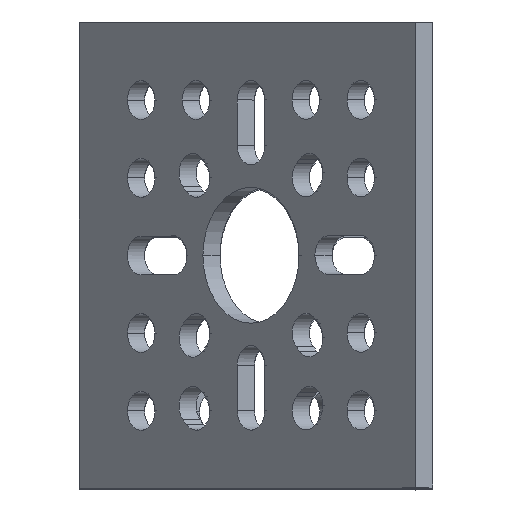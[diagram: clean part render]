
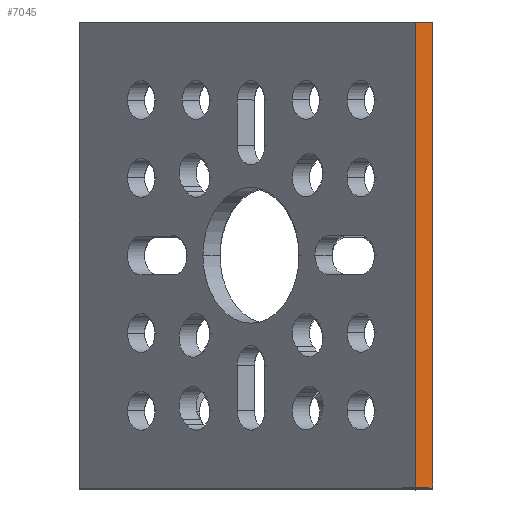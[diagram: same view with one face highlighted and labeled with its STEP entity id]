
A CAD part, top view. The second image highlights one B-rep face of the part: STEP entity #7045.
In plain terms, the highlighted planar face has unit normal (0.707, 0, 0.707).
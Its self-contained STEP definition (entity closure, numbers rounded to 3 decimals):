
#9 = PLANE ( 'NONE',  #6073 ) ;
#173 = VECTOR ( 'NONE', #2736, 1000. ) ;
#285 = CARTESIAN_POINT ( 'NONE',  ( 12.441, 99.02, 36.441 ) ) ;
#421 = LINE ( 'NONE', #285, #5053 ) ;
#1426 = CARTESIAN_POINT ( 'NONE',  ( 10.673, 99.02, 38.209 ) ) ;
#1730 = ORIENTED_EDGE ( 'NONE', *, *, #2169, .T. ) ;
#1800 = VERTEX_POINT ( 'NONE', #3359 ) ;
#1821 = ORIENTED_EDGE ( 'NONE', *, *, #6839, .T. ) ;
#1899 = CARTESIAN_POINT ( 'NONE',  ( 12.441, 48., 36.441 ) ) ;
#1999 = DIRECTION ( 'NONE',  ( 0., -1., 0. ) ) ;
#2153 = LINE ( 'NONE', #3692, #5518 ) ;
#2169 = EDGE_CURVE ( 'NONE', #1800, #6095, #6337, .T. ) ;
#2736 = DIRECTION ( 'NONE',  ( -0.707, 0., 0.707 ) ) ;
#2938 = VECTOR ( 'NONE', #1999, 1000. ) ;
#3240 = LINE ( 'NONE', #5653, #173 ) ;
#3359 = CARTESIAN_POINT ( 'NONE',  ( 10.673, 48., 38.209 ) ) ;
#3462 = CARTESIAN_POINT ( 'NONE',  ( 24.441, 99.02, 24.441 ) ) ;
#3487 = DIRECTION ( 'NONE',  ( -0.707, 0., 0.707 ) ) ;
#3692 = CARTESIAN_POINT ( 'NONE',  ( 24.441, 0., 24.441 ) ) ;
#3728 = DIRECTION ( 'NONE',  ( 0., -1., 0. ) ) ;
#3979 = CARTESIAN_POINT ( 'NONE',  ( 12.441, 0., 36.441 ) ) ;
#4459 = EDGE_CURVE ( 'NONE', #5102, #6972, #421, .T. ) ;
#4603 = DIRECTION ( 'NONE',  ( -0.707, 0., -0.707 ) ) ;
#4705 = EDGE_LOOP ( 'NONE', ( #5288, #1821, #1730, #5929 ) ) ;
#5053 = VECTOR ( 'NONE', #3728, 1000. ) ;
#5102 = VERTEX_POINT ( 'NONE', #1899 ) ;
#5119 = EDGE_CURVE ( 'NONE', #6095, #6972, #2153, .T. ) ;
#5288 = ORIENTED_EDGE ( 'NONE', *, *, #4459, .F. ) ;
#5398 = DIRECTION ( 'NONE',  ( 0.707, 0., -0.707 ) ) ;
#5425 = FACE_OUTER_BOUND ( 'NONE', #4705, .T. ) ;
#5518 = VECTOR ( 'NONE', #5398, 1000. ) ;
#5653 = CARTESIAN_POINT ( 'NONE',  ( 24.441, 48., 24.441 ) ) ;
#5929 = ORIENTED_EDGE ( 'NONE', *, *, #5119, .T. ) ;
#6073 = AXIS2_PLACEMENT_3D ( 'NONE', #3462, #4603, #3487 ) ;
#6095 = VERTEX_POINT ( 'NONE', #7257 ) ;
#6337 = LINE ( 'NONE', #1426, #2938 ) ;
#6839 = EDGE_CURVE ( 'NONE', #5102, #1800, #3240, .T. ) ;
#6972 = VERTEX_POINT ( 'NONE', #3979 ) ;
#7045 = ADVANCED_FACE ( 'NONE', ( #5425 ), #9, .F. ) ;
#7257 = CARTESIAN_POINT ( 'NONE',  ( 10.673, 0., 38.209 ) ) ;
